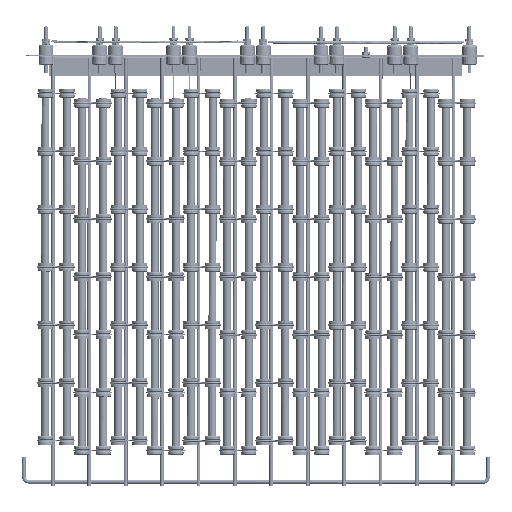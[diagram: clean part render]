
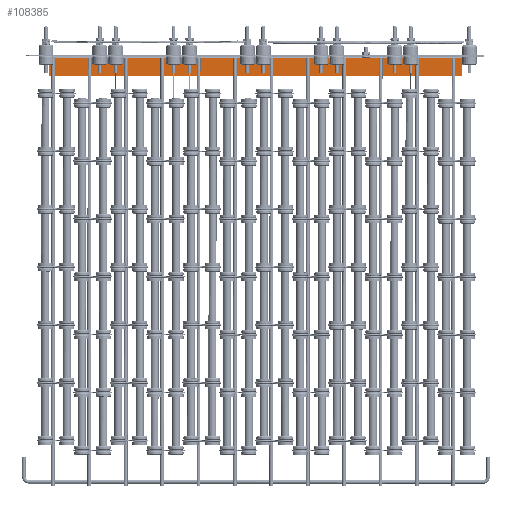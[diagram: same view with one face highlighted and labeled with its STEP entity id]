
A CAD part, front view. The second image highlights one B-rep face of the part: STEP entity #108385.
In plain terms, the highlighted planar face has unit normal (0.001, -1, -0.001).
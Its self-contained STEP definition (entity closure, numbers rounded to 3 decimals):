
#600 = DIRECTION ( 'NONE',  ( 0.001, -1., -0.001 ) ) ;
#1658 = DIRECTION ( 'NONE',  ( 0., 0.001, -1. ) ) ;
#3181 = EDGE_CURVE ( 'NONE', #80219, #80303, #116317, .T. ) ;
#6191 = CARTESIAN_POINT ( 'NONE',  ( 11.175, 2.124, -0.819 ) ) ;
#26908 = CARTESIAN_POINT ( 'NONE',  ( 21.551, 2.134, 0.176 ) ) ;
#34140 = DIRECTION ( 'NONE',  ( -1., -0.001, 0. ) ) ;
#35829 = AXIS2_PLACEMENT_3D ( 'NONE', #98746, #600, #1658 ) ;
#39752 = CARTESIAN_POINT ( 'NONE',  ( 21.551, 2.134, 0.096 ) ) ;
#52153 = VECTOR ( 'NONE', #222276, 39.37 ) ;
#56372 = VERTEX_POINT ( 'NONE', #183693 ) ;
#67371 = VERTEX_POINT ( 'NONE', #83598 ) ;
#77559 = EDGE_LOOP ( 'NONE', ( #244884, #88578, #207894, #250297 ) ) ;
#80219 = VERTEX_POINT ( 'NONE', #39752 ) ;
#80303 = VERTEX_POINT ( 'NONE', #263863 ) ;
#80765 = LINE ( 'NONE', #254192, #203116 ) ;
#83598 = CARTESIAN_POINT ( 'NONE',  ( 0.8, 2.113, -0.814 ) ) ;
#88578 = ORIENTED_EDGE ( 'NONE', *, *, #3181, .T. ) ;
#98746 = CARTESIAN_POINT ( 'NONE',  ( 11.176, 2.123, 0.121 ) ) ;
#108385 = ADVANCED_FACE ( 'NONE', ( #149306 ), #294141, .T. ) ;
#116317 = LINE ( 'NONE', #204965, #246196 ) ;
#131453 = DIRECTION ( 'NONE',  ( 0., -0.001, 1. ) ) ;
#149306 = FACE_OUTER_BOUND ( 'NONE', #77559, .T. ) ;
#160378 = VECTOR ( 'NONE', #177034, 39.37 ) ;
#168074 = LINE ( 'NONE', #6191, #160378 ) ;
#177034 = DIRECTION ( 'NONE',  ( 1., 0.001, 0. ) ) ;
#183693 = CARTESIAN_POINT ( 'NONE',  ( 21.55, 2.135, -0.824 ) ) ;
#189793 = LINE ( 'NONE', #26908, #52153 ) ;
#203116 = VECTOR ( 'NONE', #131453, 39.37 ) ;
#204965 = CARTESIAN_POINT ( 'NONE',  ( 11.176, 2.123, 0.101 ) ) ;
#207894 = ORIENTED_EDGE ( 'NONE', *, *, #246629, .F. ) ;
#222276 = DIRECTION ( 'NONE',  ( 0., 0.001, -1. ) ) ;
#244884 = ORIENTED_EDGE ( 'NONE', *, *, #277494, .F. ) ;
#246196 = VECTOR ( 'NONE', #34140, 39.37 ) ;
#246629 = EDGE_CURVE ( 'NONE', #67371, #80303, #80765, .T. ) ;
#250297 = ORIENTED_EDGE ( 'NONE', *, *, #303499, .T. ) ;
#254192 = CARTESIAN_POINT ( 'NONE',  ( 0.801, 2.111, 0.186 ) ) ;
#263863 = CARTESIAN_POINT ( 'NONE',  ( 0.801, 2.111, 0.106 ) ) ;
#277494 = EDGE_CURVE ( 'NONE', #80219, #56372, #189793, .T. ) ;
#294141 = PLANE ( 'NONE',  #35829 ) ;
#303499 = EDGE_CURVE ( 'NONE', #67371, #56372, #168074, .T. ) ;
